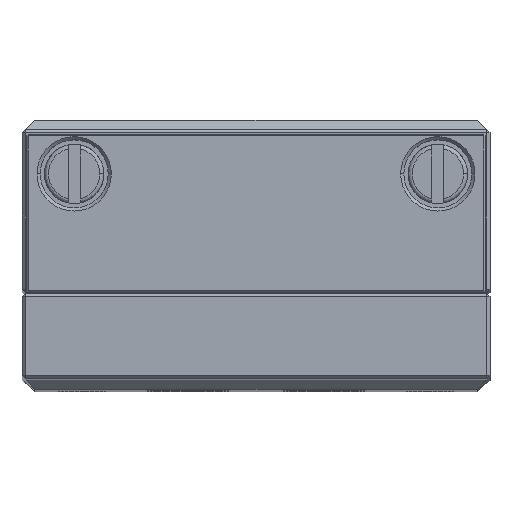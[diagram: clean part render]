
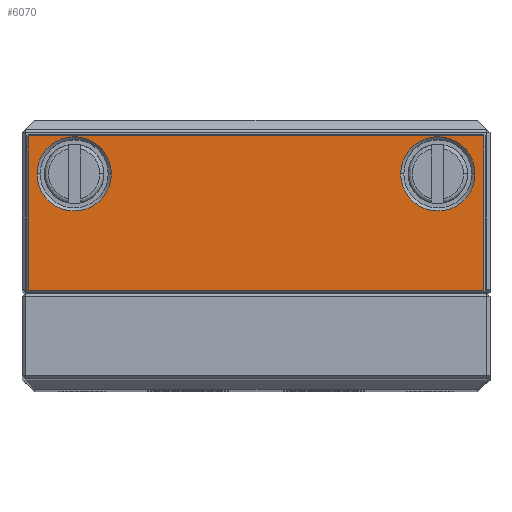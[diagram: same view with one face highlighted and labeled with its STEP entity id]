
A CAD part, top view. The second image highlights one B-rep face of the part: STEP entity #6070.
In plain terms, the highlighted planar face has unit normal (0, 0, 1).
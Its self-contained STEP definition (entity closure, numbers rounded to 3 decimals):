
#4197=FACE_BOUND('',#8968,.T.);
#4198=FACE_BOUND('',#8969,.T.);
#4199=FACE_BOUND('',#8970,.T.);
#4475=PLANE('',#29211);
#6070=ADVANCED_FACE('',(#4197,#4198,#4199),#4475,.T.);
#8968=EDGE_LOOP('',(#15475,#15476,#15477,#15478));
#8969=EDGE_LOOP('',(#15479,#15480));
#8970=EDGE_LOOP('',(#15481,#15482));
#10589=LINE('',#37812,#12976);
#10590=LINE('',#37815,#12977);
#10591=LINE('',#37817,#12978);
#10592=LINE('',#37819,#12979);
#12976=VECTOR('',#31310,1.);
#12977=VECTOR('',#31311,1.);
#12978=VECTOR('',#31312,1.);
#12979=VECTOR('',#31313,1.);
#15475=ORIENTED_EDGE('',*,*,#24881,.T.);
#15476=ORIENTED_EDGE('',*,*,#24882,.T.);
#15477=ORIENTED_EDGE('',*,*,#24883,.T.);
#15478=ORIENTED_EDGE('',*,*,#24884,.T.);
#15479=ORIENTED_EDGE('',*,*,#24811,.T.);
#15480=ORIENTED_EDGE('',*,*,#24880,.T.);
#15481=ORIENTED_EDGE('',*,*,#24815,.T.);
#15482=ORIENTED_EDGE('',*,*,#24879,.T.);
#22499=VERTEX_POINT('',#37548);
#22500=VERTEX_POINT('',#37550);
#22503=VERTEX_POINT('',#37557);
#22504=VERTEX_POINT('',#37559);
#22543=VERTEX_POINT('',#37813);
#22544=VERTEX_POINT('',#37814);
#22545=VERTEX_POINT('',#37816);
#22546=VERTEX_POINT('',#37818);
#24811=EDGE_CURVE('',#22500,#22499,#28391,.T.);
#24815=EDGE_CURVE('',#22504,#22503,#28393,.T.);
#24879=EDGE_CURVE('',#22503,#22504,#28424,.T.);
#24880=EDGE_CURVE('',#22499,#22500,#28425,.T.);
#24881=EDGE_CURVE('',#22543,#22544,#10589,.T.);
#24882=EDGE_CURVE('',#22544,#22545,#10590,.T.);
#24883=EDGE_CURVE('',#22545,#22546,#10591,.T.);
#24884=EDGE_CURVE('',#22546,#22543,#10592,.T.);
#28391=CIRCLE('',#29146,2.35);
#28393=CIRCLE('',#29149,2.35);
#28424=CIRCLE('',#29207,2.35);
#28425=CIRCLE('',#29209,2.35);
#29146=AXIS2_PLACEMENT_3D('',#37549,#31153,#31154);
#29149=AXIS2_PLACEMENT_3D('',#37558,#31161,#31162);
#29207=AXIS2_PLACEMENT_3D('',#37808,#31302,#31303);
#29209=AXIS2_PLACEMENT_3D('',#37810,#31306,#31307);
#29211=AXIS2_PLACEMENT_3D('',#37820,#31314,#31315);
#31153=DIRECTION('',(0.,0.,-1.));
#31154=DIRECTION('',(1.,0.,0.));
#31161=DIRECTION('',(0.,0.,-1.));
#31162=DIRECTION('',(1.,0.,0.));
#31302=DIRECTION('',(0.,0.,-1.));
#31303=DIRECTION('',(1.,0.,0.));
#31306=DIRECTION('',(0.,0.,-1.));
#31307=DIRECTION('',(1.,0.,0.));
#31310=DIRECTION('',(0.,-1.,0.));
#31311=DIRECTION('',(1.,0.,0.));
#31312=DIRECTION('',(0.,1.,0.));
#31313=DIRECTION('',(-1.,0.,0.));
#31314=DIRECTION('',(0.,0.,1.));
#31315=DIRECTION('',(-1.,0.,0.));
#37548=CARTESIAN_POINT('',(9.15,13.58,66.));
#37549=CARTESIAN_POINT('',(11.5,13.58,66.));
#37550=CARTESIAN_POINT('',(13.85,13.58,66.));
#37557=CARTESIAN_POINT('',(-13.85,13.58,66.));
#37558=CARTESIAN_POINT('',(-11.5,13.58,66.));
#37559=CARTESIAN_POINT('',(-9.15,13.58,66.));
#37808=CARTESIAN_POINT('',(-11.5,13.58,66.));
#37810=CARTESIAN_POINT('',(11.5,13.58,66.));
#37812=CARTESIAN_POINT('',(-14.4,6.08,66.));
#37813=CARTESIAN_POINT('',(-14.4,15.98,66.));
#37814=CARTESIAN_POINT('',(-14.4,6.18,66.));
#37815=CARTESIAN_POINT('',(14.5,6.18,66.));
#37816=CARTESIAN_POINT('',(14.4,6.18,66.));
#37817=CARTESIAN_POINT('',(14.4,16.08,66.));
#37818=CARTESIAN_POINT('',(14.4,15.98,66.));
#37819=CARTESIAN_POINT('',(-14.5,15.98,66.));
#37820=CARTESIAN_POINT('',(-14.5,6.08,66.));
